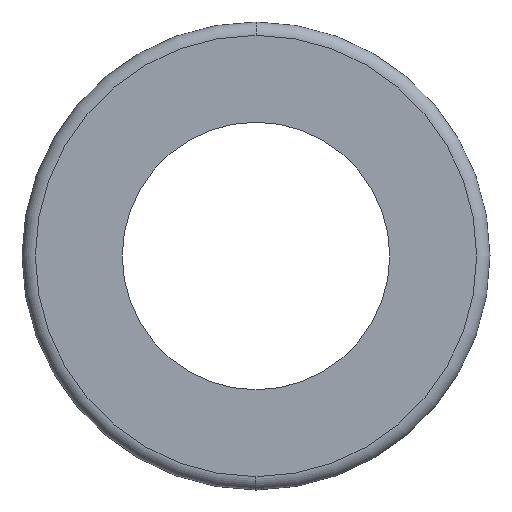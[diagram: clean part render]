
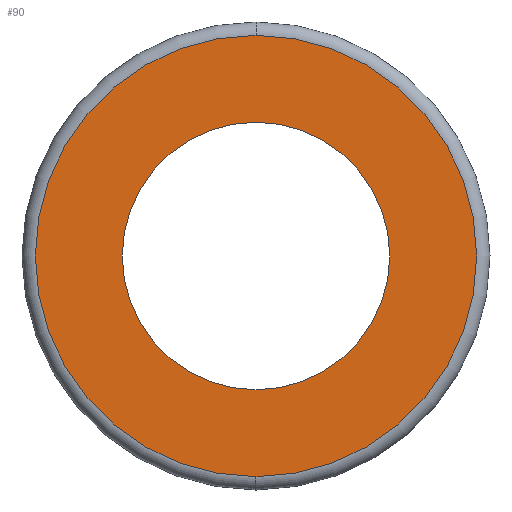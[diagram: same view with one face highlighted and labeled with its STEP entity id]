
A CAD part, left-side view. The second image highlights one B-rep face of the part: STEP entity #90.
In plain terms, the highlighted planar face has unit normal (-1, 0, 0).
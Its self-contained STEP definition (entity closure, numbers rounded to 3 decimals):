
#90 = ADVANCED_FACE( '', ( #123, #124 ), #125, .T. );
#123 = FACE_BOUND( '', #157, .T. );
#124 = FACE_OUTER_BOUND( '', #158, .T. );
#125 = PLANE( '', #159 );
#157 = EDGE_LOOP( '', ( #284, #285 ) );
#158 = EDGE_LOOP( '', ( #286, #287, #288 ) );
#159 = AXIS2_PLACEMENT_3D( '', #289, #290, #291 );
#284 = ORIENTED_EDGE( '', *, *, #328, .T. );
#285 = ORIENTED_EDGE( '', *, *, #324, .T. );
#286 = ORIENTED_EDGE( '', *, *, #304, .T. );
#287 = ORIENTED_EDGE( '', *, *, #333, .T. );
#288 = ORIENTED_EDGE( '', *, *, #305, .T. );
#289 = CARTESIAN_POINT( '', ( 0., 6.6, 0. ) );
#290 = DIRECTION( '', ( -1., 0., 0. ) );
#291 = DIRECTION( '', ( 0., 1., 0. ) );
#304 = EDGE_CURVE( '', #357, #355, #358, .T. );
#305 = EDGE_CURVE( '', #349, #357, #359, .T. );
#324 = EDGE_CURVE( '', #392, #389, #393, .T. );
#328 = EDGE_CURVE( '', #389, #392, #398, .T. );
#333 = EDGE_CURVE( '', #355, #349, #403, .T. );
#349 = VERTEX_POINT( '', #419 );
#355 = VERTEX_POINT( '', #425 );
#357 = VERTEX_POINT( '', #427 );
#358 = CIRCLE( '', #428, 13.2 );
#359 = CIRCLE( '', #429, 13.2 );
#389 = VERTEX_POINT( '', #463 );
#392 = VERTEX_POINT( '', #467 );
#393 = CIRCLE( '', #468, 8. );
#398 = CIRCLE( '', #474, 8. );
#403 = CIRCLE( '', #479, 13.2 );
#419 = CARTESIAN_POINT( '', ( 0., 0., 13.2 ) );
#425 = CARTESIAN_POINT( '', ( 0., 0., -13.2 ) );
#427 = CARTESIAN_POINT( '', ( 0., 13.2, 0. ) );
#428 = AXIS2_PLACEMENT_3D( '', #516, #517, #518 );
#429 = AXIS2_PLACEMENT_3D( '', #519, #520, #521 );
#463 = CARTESIAN_POINT( '', ( 0., 8., 0. ) );
#467 = CARTESIAN_POINT( '', ( 0., -8., 0. ) );
#468 = AXIS2_PLACEMENT_3D( '', #566, #567, #568 );
#474 = AXIS2_PLACEMENT_3D( '', #576, #577, #578 );
#479 = AXIS2_PLACEMENT_3D( '', #591, #592, #593 );
#516 = CARTESIAN_POINT( '', ( 0., 0., 0. ) );
#517 = DIRECTION( '', ( -1., 0., 0. ) );
#518 = DIRECTION( '', ( 0., 1., 0. ) );
#519 = CARTESIAN_POINT( '', ( 0., 0., 0. ) );
#520 = DIRECTION( '', ( -1., 0., 0. ) );
#521 = DIRECTION( '', ( 0., 1., 0. ) );
#566 = CARTESIAN_POINT( '', ( 0., 0., 0. ) );
#567 = DIRECTION( '', ( 1., 0., 0. ) );
#568 = DIRECTION( '', ( 0., 1., 0. ) );
#576 = CARTESIAN_POINT( '', ( 0., 0., 0. ) );
#577 = DIRECTION( '', ( 1., 0., 0. ) );
#578 = DIRECTION( '', ( 0., 1., 0. ) );
#591 = CARTESIAN_POINT( '', ( 0., 0., 0. ) );
#592 = DIRECTION( '', ( -1., 0., 0. ) );
#593 = DIRECTION( '', ( 0., 1., 0. ) );
